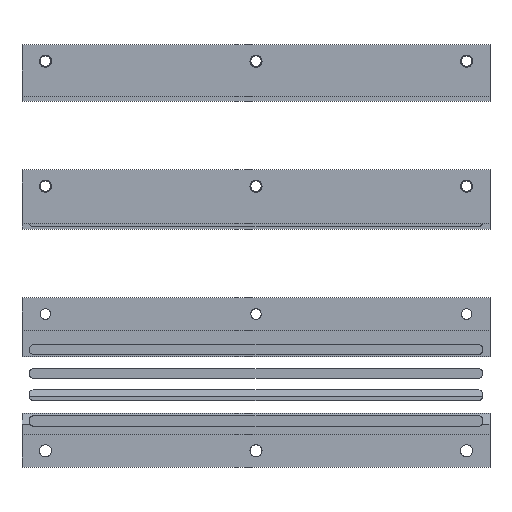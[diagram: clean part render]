
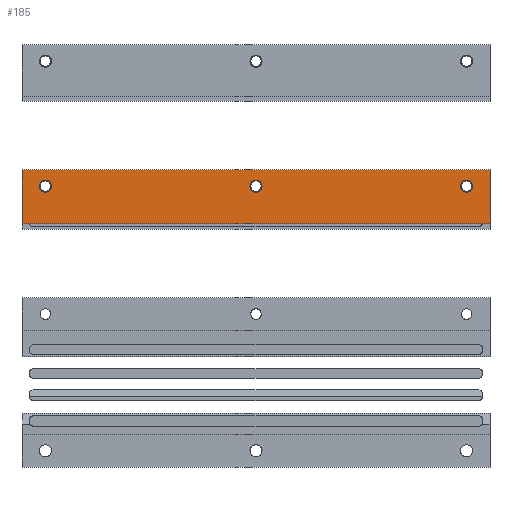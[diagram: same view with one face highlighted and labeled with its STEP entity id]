
A CAD part, top view. The second image highlights one B-rep face of the part: STEP entity #185.
In plain terms, the highlighted planar face has unit normal (0, 0, 1).
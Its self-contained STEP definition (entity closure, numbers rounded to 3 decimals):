
#31=FACE_BOUND('',#540,.T.);
#32=FACE_BOUND('',#541,.T.);
#33=FACE_BOUND('',#542,.T.);
#185=ADVANCED_FACE('',(#352,#31,#32,#33),#2696,.T.);
#352=FACE_OUTER_BOUND('',#539,.T.);
#539=EDGE_LOOP('',(#1165,#1166,#1167,#1168));
#540=EDGE_LOOP('',(#1169,#1170));
#541=EDGE_LOOP('',(#1171,#1172));
#542=EDGE_LOOP('',(#1173,#1174));
#1165=ORIENTED_EDGE('',*,*,#1764,.T.);
#1166=ORIENTED_EDGE('',*,*,#1757,.F.);
#1167=ORIENTED_EDGE('',*,*,#1763,.F.);
#1168=ORIENTED_EDGE('',*,*,#1759,.F.);
#1169=ORIENTED_EDGE('',*,*,#1769,.T.);
#1170=ORIENTED_EDGE('',*,*,#1811,.T.);
#1171=ORIENTED_EDGE('',*,*,#1772,.T.);
#1172=ORIENTED_EDGE('',*,*,#1814,.T.);
#1173=ORIENTED_EDGE('',*,*,#1775,.T.);
#1174=ORIENTED_EDGE('',*,*,#1817,.T.);
#1757=EDGE_CURVE('',#2539,#2538,#2025,.T.);
#1759=EDGE_CURVE('',#2541,#2540,#2027,.T.);
#1763=EDGE_CURVE('',#2540,#2539,#2031,.T.);
#1764=EDGE_CURVE('',#2541,#2538,#2032,.T.);
#1769=EDGE_CURVE('',#2545,#2574,#2263,.T.);
#1772=EDGE_CURVE('',#2547,#2576,#2266,.T.);
#1775=EDGE_CURVE('',#2549,#2578,#2269,.T.);
#1811=EDGE_CURVE('',#2574,#2545,#2291,.T.);
#1814=EDGE_CURVE('',#2576,#2547,#2294,.T.);
#1817=EDGE_CURVE('',#2578,#2549,#2297,.T.);
#2025=B_SPLINE_CURVE_WITH_KNOTS('',1,(#4645,#4646),.UNSPECIFIED.,.F.,.F.,
(2,2),(7.,8.),.UNSPECIFIED.);
#2027=B_SPLINE_CURVE_WITH_KNOTS('',1,(#4649,#4650),.UNSPECIFIED.,.F.,.F.,
(2,2),(6.,7.),.UNSPECIFIED.);
#2031=B_SPLINE_CURVE_WITH_KNOTS('',1,(#4657,#4658),.UNSPECIFIED.,.F.,.F.,
(2,2),(0.,200.),.UNSPECIFIED.);
#2032=B_SPLINE_CURVE_WITH_KNOTS('',1,(#4659,#4660),.UNSPECIFIED.,.F.,.F.,
(2,2),(0.,200.),.UNSPECIFIED.);
#2263=(
BOUNDED_CURVE()
B_SPLINE_CURVE(2,(#4669,#4670,#4671,#4672,#4673),.UNSPECIFIED.,.F.,.F.)
B_SPLINE_CURVE_WITH_KNOTS((3,2,3),(0.,4.045,8.09),
 .UNSPECIFIED.)
CURVE()
GEOMETRIC_REPRESENTATION_ITEM()
RATIONAL_B_SPLINE_CURVE((1.,0.707,1.,0.707,1.))
REPRESENTATION_ITEM('')
);
#2266=(
BOUNDED_CURVE()
B_SPLINE_CURVE(2,(#4681,#4682,#4683,#4684,#4685),.UNSPECIFIED.,.F.,.F.)
B_SPLINE_CURVE_WITH_KNOTS((3,2,3),(0.,4.045,8.09),
 .UNSPECIFIED.)
CURVE()
GEOMETRIC_REPRESENTATION_ITEM()
RATIONAL_B_SPLINE_CURVE((1.,0.707,1.,0.707,1.))
REPRESENTATION_ITEM('')
);
#2269=(
BOUNDED_CURVE()
B_SPLINE_CURVE(2,(#4693,#4694,#4695,#4696,#4697),.UNSPECIFIED.,.F.,.F.)
B_SPLINE_CURVE_WITH_KNOTS((3,2,3),(0.,4.045,8.09),
 .UNSPECIFIED.)
CURVE()
GEOMETRIC_REPRESENTATION_ITEM()
RATIONAL_B_SPLINE_CURVE((1.,0.707,1.,0.707,1.))
REPRESENTATION_ITEM('')
);
#2291=(
BOUNDED_CURVE()
B_SPLINE_CURVE(2,(#4828,#4829,#4830,#4831,#4832),.UNSPECIFIED.,.F.,.F.)
B_SPLINE_CURVE_WITH_KNOTS((3,2,3),(8.09,12.134,16.179),
 .UNSPECIFIED.)
CURVE()
GEOMETRIC_REPRESENTATION_ITEM()
RATIONAL_B_SPLINE_CURVE((1.,0.707,1.,0.707,1.))
REPRESENTATION_ITEM('')
);
#2294=(
BOUNDED_CURVE()
B_SPLINE_CURVE(2,(#4840,#4841,#4842,#4843,#4844),.UNSPECIFIED.,.F.,.F.)
B_SPLINE_CURVE_WITH_KNOTS((3,2,3),(8.09,12.134,16.179),
 .UNSPECIFIED.)
CURVE()
GEOMETRIC_REPRESENTATION_ITEM()
RATIONAL_B_SPLINE_CURVE((1.,0.707,1.,0.707,1.))
REPRESENTATION_ITEM('')
);
#2297=(
BOUNDED_CURVE()
B_SPLINE_CURVE(2,(#4852,#4853,#4854,#4855,#4856),.UNSPECIFIED.,.F.,.F.)
B_SPLINE_CURVE_WITH_KNOTS((3,2,3),(8.09,12.134,16.179),
 .UNSPECIFIED.)
CURVE()
GEOMETRIC_REPRESENTATION_ITEM()
RATIONAL_B_SPLINE_CURVE((1.,0.707,1.,0.707,1.))
REPRESENTATION_ITEM('')
);
#2538=VERTEX_POINT('',#4596);
#2539=VERTEX_POINT('',#4597);
#2540=VERTEX_POINT('',#4598);
#2541=VERTEX_POINT('',#4599);
#2545=VERTEX_POINT('',#4603);
#2547=VERTEX_POINT('',#4605);
#2549=VERTEX_POINT('',#4607);
#2574=VERTEX_POINT('',#4632);
#2576=VERTEX_POINT('',#4634);
#2578=VERTEX_POINT('',#4636);
#2696=PLANE('',#2883);
#2883=AXIS2_PLACEMENT_3D('',#4478,#2961,$);
#2961=DIRECTION('',(0.,0.,1.));
#4478=CARTESIAN_POINT('',(27.261,1175.051,2.));
#4596=CARTESIAN_POINT('',(227.261,1152.037,2.));
#4597=CARTESIAN_POINT('',(227.261,1175.051,2.));
#4598=CARTESIAN_POINT('',(27.261,1175.051,2.));
#4599=CARTESIAN_POINT('',(27.261,1152.037,2.));
#4603=CARTESIAN_POINT('',(39.836,1168.051,2.));
#4605=CARTESIAN_POINT('',(129.836,1168.051,2.));
#4607=CARTESIAN_POINT('',(219.836,1168.051,2.));
#4632=CARTESIAN_POINT('',(34.686,1168.051,2.));
#4634=CARTESIAN_POINT('',(124.686,1168.051,2.));
#4636=CARTESIAN_POINT('',(214.686,1168.051,2.));
#4645=CARTESIAN_POINT('',(227.261,1175.051,2.));
#4646=CARTESIAN_POINT('',(227.261,1152.037,2.));
#4649=CARTESIAN_POINT('',(27.261,1152.037,2.));
#4650=CARTESIAN_POINT('',(27.261,1175.051,2.));
#4657=CARTESIAN_POINT('',(27.261,1175.051,2.));
#4658=CARTESIAN_POINT('',(227.261,1175.051,2.));
#4659=CARTESIAN_POINT('',(27.261,1152.037,2.));
#4660=CARTESIAN_POINT('',(227.261,1152.037,2.));
#4669=CARTESIAN_POINT('',(39.836,1168.051,2.));
#4670=CARTESIAN_POINT('',(39.836,1165.476,2.));
#4671=CARTESIAN_POINT('',(37.261,1165.476,2.));
#4672=CARTESIAN_POINT('',(34.686,1165.476,2.));
#4673=CARTESIAN_POINT('',(34.686,1168.051,2.));
#4681=CARTESIAN_POINT('',(129.836,1168.051,2.));
#4682=CARTESIAN_POINT('',(129.836,1165.476,2.));
#4683=CARTESIAN_POINT('',(127.261,1165.476,2.));
#4684=CARTESIAN_POINT('',(124.686,1165.476,2.));
#4685=CARTESIAN_POINT('',(124.686,1168.051,2.));
#4693=CARTESIAN_POINT('',(219.836,1168.051,2.));
#4694=CARTESIAN_POINT('',(219.836,1165.476,2.));
#4695=CARTESIAN_POINT('',(217.261,1165.476,2.));
#4696=CARTESIAN_POINT('',(214.686,1165.476,2.));
#4697=CARTESIAN_POINT('',(214.686,1168.051,2.));
#4828=CARTESIAN_POINT('',(34.686,1168.051,2.));
#4829=CARTESIAN_POINT('',(34.686,1170.626,2.));
#4830=CARTESIAN_POINT('',(37.261,1170.626,2.));
#4831=CARTESIAN_POINT('',(39.836,1170.626,2.));
#4832=CARTESIAN_POINT('',(39.836,1168.051,2.));
#4840=CARTESIAN_POINT('',(124.686,1168.051,2.));
#4841=CARTESIAN_POINT('',(124.686,1170.626,2.));
#4842=CARTESIAN_POINT('',(127.261,1170.626,2.));
#4843=CARTESIAN_POINT('',(129.836,1170.626,2.));
#4844=CARTESIAN_POINT('',(129.836,1168.051,2.));
#4852=CARTESIAN_POINT('',(214.686,1168.051,2.));
#4853=CARTESIAN_POINT('',(214.686,1170.626,2.));
#4854=CARTESIAN_POINT('',(217.261,1170.626,2.));
#4855=CARTESIAN_POINT('',(219.836,1170.626,2.));
#4856=CARTESIAN_POINT('',(219.836,1168.051,2.));
